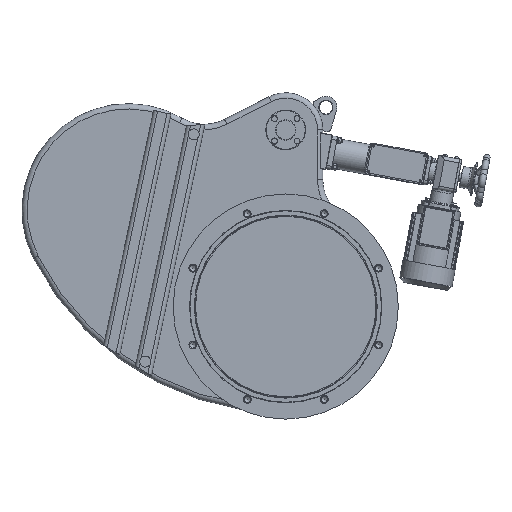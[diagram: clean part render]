
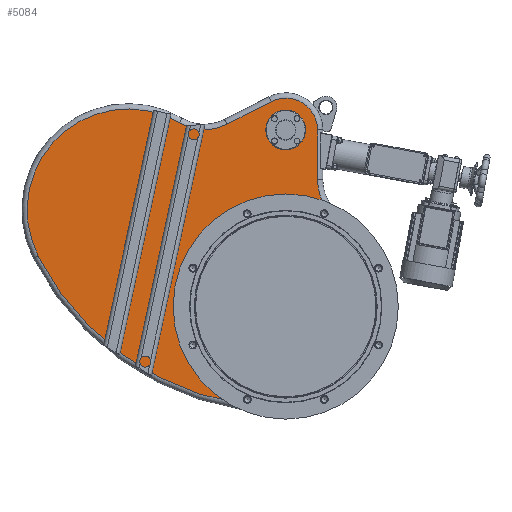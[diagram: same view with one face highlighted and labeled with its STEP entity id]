
A CAD part, left-side view. The second image highlights one B-rep face of the part: STEP entity #5084.
In plain terms, the highlighted planar face has unit normal (-1, 0, 0).
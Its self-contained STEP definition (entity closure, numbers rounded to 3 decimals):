
#5084=ADVANCED_FACE('',(#13405,#13407,#13409),#13411,.F.);
#13405=FACE_BOUND('',#13406,.T.);
#13406=EDGE_LOOP('',(#17873,#17874,#17875,#17876,#17877,#17878,#17879,#17880));
#13407=FACE_BOUND('',#13408,.T.);
#13408=EDGE_LOOP('',(#17881));
#13409=FACE_BOUND('',#13410,.T.);
#13410=EDGE_LOOP('',(#17882));
#13411=PLANE('',#13412);
#13412=AXIS2_PLACEMENT_3D('',#13413,#13414,#13415);
#13413=CARTESIAN_POINT('',(-56.,0.,0.));
#13414=DIRECTION('',(1.,0.,0.));
#13415=DIRECTION('',(0.,1.,0.));
#17873=ORIENTED_EDGE('',*,*,#19975,.F.);
#17874=ORIENTED_EDGE('',*,*,#19976,.F.);
#17875=ORIENTED_EDGE('',*,*,#19977,.F.);
#17876=ORIENTED_EDGE('',*,*,#19978,.F.);
#17877=ORIENTED_EDGE('',*,*,#19979,.F.);
#17878=ORIENTED_EDGE('',*,*,#19980,.F.);
#17879=ORIENTED_EDGE('',*,*,#19981,.F.);
#17880=ORIENTED_EDGE('',*,*,#19960,.F.);
#17881=ORIENTED_EDGE('',*,*,#19982,.T.);
#17882=ORIENTED_EDGE('',*,*,#19983,.T.);
#19960=EDGE_CURVE('',#22981,#22983,#22984,.T.);
#19975=EDGE_CURVE('',#23008,#22981,#23010,.T.);
#19976=EDGE_CURVE('',#23011,#23008,#23012,.T.);
#19977=EDGE_CURVE('',#23013,#23011,#23014,.T.);
#19978=EDGE_CURVE('',#23015,#23013,#23016,.T.);
#19979=EDGE_CURVE('',#23017,#23015,#23018,.T.);
#19980=EDGE_CURVE('',#23019,#23017,#23020,.T.);
#19981=EDGE_CURVE('',#22983,#23019,#23021,.T.);
#19982=EDGE_CURVE('',#23022,#23022,#23023,.T.);
#19983=EDGE_CURVE('',#23024,#23024,#23025,.T.);
#22981=VERTEX_POINT('',#36211);
#22983=VERTEX_POINT('',#36216);
#22984=LINE('',#36217,#36218);
#23008=VERTEX_POINT('',#36271);
#23010=CIRCLE('',#36276,72.);
#23011=VERTEX_POINT('',#36280);
#23012=LINE('',#36281,#36282);
#23013=VERTEX_POINT('',#36284);
#23014=CIRCLE('',#36285,112.);
#23015=VERTEX_POINT('',#36289);
#23016=CIRCLE('',#36290,229.);
#23017=VERTEX_POINT('',#36294);
#23018=CIRCLE('',#36295,629.);
#23019=VERTEX_POINT('',#36299);
#23020=CIRCLE('',#36300,229.);
#23021=CIRCLE('',#36304,112.);
#23022=VERTEX_POINT('',#36308);
#23023=CIRCLE('',#36309,42.);
#23024=VERTEX_POINT('',#36313);
#23025=CIRCLE('',#36314,225.);
#36211=CARTESIAN_POINT('',(-56.,-72.,0.));
#36216=CARTESIAN_POINT('',(-56.,-72.,-112.902));
#36217=CARTESIAN_POINT('',(-56.,-72.,0.));
#36218=VECTOR('',#36219,1.);
#36219=DIRECTION('',(0.,0.,-1.));
#36271=CARTESIAN_POINT('',(-56.,32.687,64.152));
#36276=AXIS2_PLACEMENT_3D('',#36277,#36278,#36279);
#36277=CARTESIAN_POINT('',(-56.,0.,0.));
#36278=DIRECTION('',(1.,0.,0.));
#36279=DIRECTION('',(0.,0.454,0.891));
#36280=CARTESIAN_POINT('',(-56.,133.284,12.896));
#36281=CARTESIAN_POINT('',(-56.,133.284,12.896));
#36282=VECTOR('',#36283,1.);
#36283=DIRECTION('',(0.,-0.891,0.454));
#36284=CARTESIAN_POINT('',(-56.,240.713,16.032));
#36285=AXIS2_PLACEMENT_3D('',#36286,#36287,#36288);
#36286=CARTESIAN_POINT('',(-56.,184.131,112.689));
#36287=DIRECTION('',(-1.,0.,0.));
#36288=DIRECTION('',(0.,0.505,-0.863));
#36289=CARTESIAN_POINT('',(-56.,560.443,-285.56));
#36290=AXIS2_PLACEMENT_3D('',#36291,#36292,#36293);
#36291=CARTESIAN_POINT('',(-56.,356.403,-181.596));
#36292=DIRECTION('',(1.,0.,0.));
#36293=DIRECTION('',(0.,0.891,-0.454));
#36294=CARTESIAN_POINT('',(-56.,0.,-629.));
#36295=AXIS2_PLACEMENT_3D('',#36296,#36297,#36298);
#36296=CARTESIAN_POINT('',(-56.,0.,0.));
#36297=DIRECTION('',(1.,0.,0.));
#36298=DIRECTION('',(0.,0.,-1.));
#36299=CARTESIAN_POINT('',(-56.,-123.566,-207.198));
#36300=AXIS2_PLACEMENT_3D('',#36301,#36302,#36303);
#36301=CARTESIAN_POINT('',(-56.,0.,-400.));
#36302=DIRECTION('',(1.,0.,0.));
#36303=DIRECTION('',(0.,-0.54,0.842));
#36304=AXIS2_PLACEMENT_3D('',#36305,#36306,#36307);
#36305=CARTESIAN_POINT('',(-56.,-184.,-112.902));
#36306=DIRECTION('',(-1.,0.,0.));
#36307=DIRECTION('',(0.,1.,0.));
#36308=CARTESIAN_POINT('',(-56.,42.,0.));
#36309=AXIS2_PLACEMENT_3D('',#36310,#36311,#36312);
#36310=CARTESIAN_POINT('',(-56.,0.,0.));
#36311=DIRECTION('',(1.,0.,0.));
#36312=DIRECTION('',(0.,1.,0.));
#36313=CARTESIAN_POINT('',(-56.,225.,-400.));
#36314=AXIS2_PLACEMENT_3D('',#36315,#36316,#36317);
#36315=CARTESIAN_POINT('',(-56.,0.,-400.));
#36316=DIRECTION('',(1.,0.,0.));
#36317=DIRECTION('',(0.,1.,0.));
